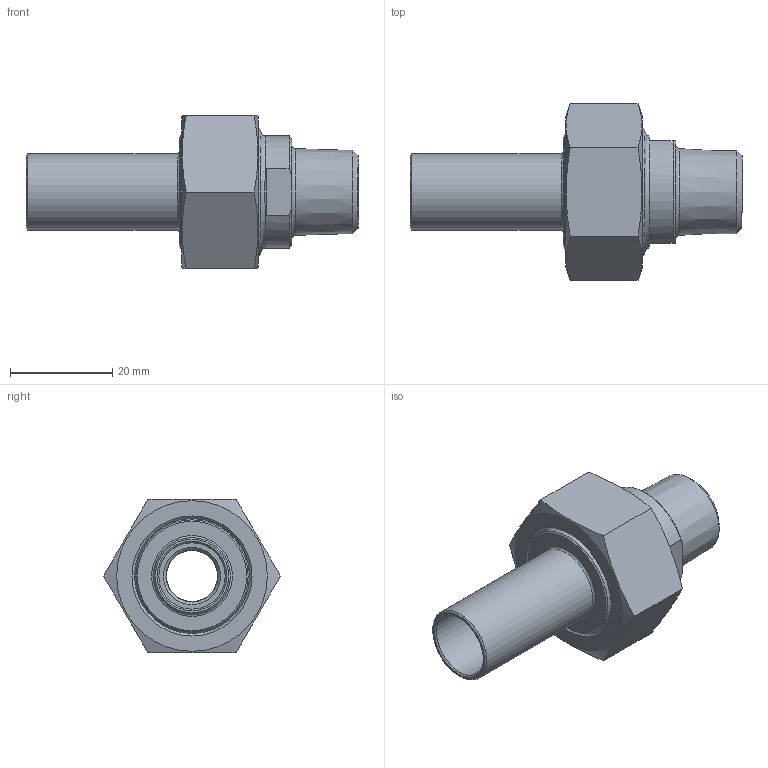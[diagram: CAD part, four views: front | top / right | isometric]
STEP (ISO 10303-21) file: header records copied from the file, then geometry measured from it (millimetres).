
FILE_DESCRIPTION(/* description */ (''),/* implementation_level */ '2;1');
FILE_NAME(/* name */ '3D_R134-PE-UG-15-DN10_17102041.stp',/* time_stamp */ '2021-07-01T13:33:52+02:00',/* author */ ('cad'),/* organization */ (''),/* preprocessor_version */ 'ST-DEVELOPER v18.1',/* originating_system */ 'Autodesk Inventor 2022',/* authorisation */ '');
FILE_SCHEMA (('AUTOMOTIVE_DESIGN { 1 0 10303 214 3 1 1 }','FEATURE_BASED_PROCESS_PLANNING'));
Length unit declared in the file: millimetre
Products named in the file (4): 3D_R134-PE-UG-15-DN10_17102041; 3D_R134-M-DN10_171011605; 3D_R134-UG-DN10_171011405; 3D_R134-PE-15-DN10_171011240
Assembly tree (3 placements, depth 2):
  3D_R134-PE-UG-15-DN10_17102041
    3D_R134-M-DN10_171011605
    3D_R134-UG-DN10_171011405
    3D_R134-PE-15-DN10_171011240
Bounding box: 65 x 34.64 x 30 mm (x, y, z)
Volume: 14631 mm3; surface area: 11231.3 mm2
Topology: 3 solids, 3 shells, 64 faces, 147 edges, 96 vertices
Faces by surface type: plane 23, cone 21, cylinder 11, torus 9
Full cylindrical faces by diameter (mm): 10 x1, 10.2 x1, 13 x1, 15 x1, 22 x1, 22.5 x1, 25 x1, 25.376 x1, 26.85 x1
Entity records: 1994 total; most frequent: CARTESIAN_POINT 358, DIRECTION 356, ORIENTED_EDGE 294, AXIS2_PLACEMENT_3D 157, EDGE_CURVE 147, VERTEX_POINT 96, CIRCLE 82, EDGE_LOOP 77
